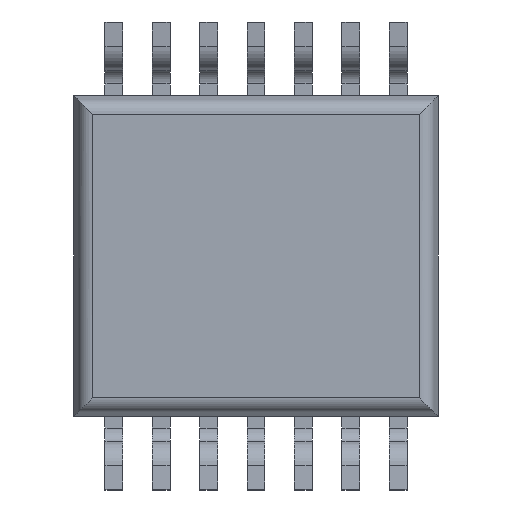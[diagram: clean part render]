
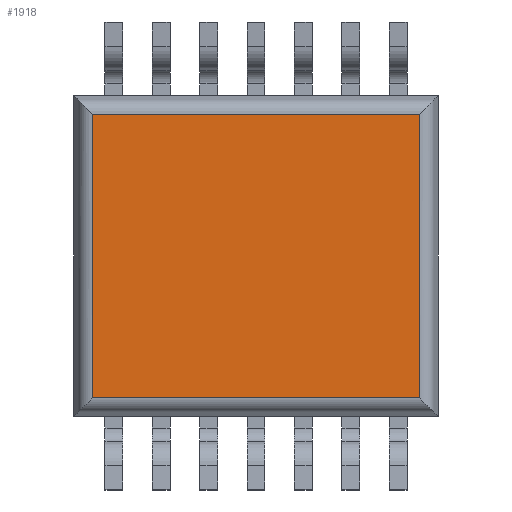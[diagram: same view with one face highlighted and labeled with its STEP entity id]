
A CAD part, front view. The second image highlights one B-rep face of the part: STEP entity #1918.
In plain terms, the highlighted planar face has unit normal (0, -1, 0).
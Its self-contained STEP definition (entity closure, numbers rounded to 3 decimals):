
#132 = VECTOR ( 'NONE', #1020, 1000. ) ;
#137 = VERTEX_POINT ( 'NONE', #587 ) ;
#196 = EDGE_LOOP ( 'NONE', ( #942, #2182, #1638, #245 ) ) ;
#245 = ORIENTED_EDGE ( 'NONE', *, *, #2175, .T. ) ;
#322 = DIRECTION ( 'NONE',  ( 0., 0., -1. ) ) ;
#335 = DIRECTION ( 'NONE',  ( 0., -1., 0. ) ) ;
#342 = CARTESIAN_POINT ( 'NONE',  ( 0., -0.438, 0. ) ) ;
#391 = CARTESIAN_POINT ( 'NONE',  ( -2.246, -0.438, 1.946 ) ) ;
#587 = CARTESIAN_POINT ( 'NONE',  ( 2.246, -0.438, -1.946 ) ) ;
#614 = VECTOR ( 'NONE', #1183, 1000. ) ;
#637 = AXIS2_PLACEMENT_3D ( 'NONE', #342, #335, #657 ) ;
#652 = CARTESIAN_POINT ( 'NONE',  ( 2.246, -0.438, 0. ) ) ;
#657 = DIRECTION ( 'NONE',  ( 0., 0., -1. ) ) ;
#711 = VECTOR ( 'NONE', #322, 1000. ) ;
#820 = CARTESIAN_POINT ( 'NONE',  ( 0., -0.438, -1.946 ) ) ;
#942 = ORIENTED_EDGE ( 'NONE', *, *, #1023, .T. ) ;
#1020 = DIRECTION ( 'NONE',  ( -1., 0., 0. ) ) ;
#1023 = EDGE_CURVE ( 'NONE', #1766, #1322, #1035, .T. ) ;
#1035 = LINE ( 'NONE', #2071, #132 ) ;
#1097 = LINE ( 'NONE', #1539, #711 ) ;
#1122 = LINE ( 'NONE', #820, #1307 ) ;
#1158 = CARTESIAN_POINT ( 'NONE',  ( -2.246, -0.438, -1.946 ) ) ;
#1183 = DIRECTION ( 'NONE',  ( 0., 0., 1. ) ) ;
#1307 = VECTOR ( 'NONE', #2035, 1000. ) ;
#1322 = VERTEX_POINT ( 'NONE', #391 ) ;
#1499 = FACE_OUTER_BOUND ( 'NONE', #196, .T. ) ;
#1539 = CARTESIAN_POINT ( 'NONE',  ( -2.246, -0.438, 0. ) ) ;
#1638 = ORIENTED_EDGE ( 'NONE', *, *, #1696, .T. ) ;
#1662 = LINE ( 'NONE', #652, #614 ) ;
#1696 = EDGE_CURVE ( 'NONE', #1699, #137, #1122, .T. ) ;
#1699 = VERTEX_POINT ( 'NONE', #1158 ) ;
#1766 = VERTEX_POINT ( 'NONE', #1834 ) ;
#1834 = CARTESIAN_POINT ( 'NONE',  ( 2.246, -0.438, 1.946 ) ) ;
#1918 = ADVANCED_FACE ( 'NONE', ( #1499 ), #2247, .T. ) ;
#1987 = EDGE_CURVE ( 'NONE', #1322, #1699, #1097, .T. ) ;
#2035 = DIRECTION ( 'NONE',  ( 1., 0., 0. ) ) ;
#2071 = CARTESIAN_POINT ( 'NONE',  ( 0., -0.438, 1.946 ) ) ;
#2175 = EDGE_CURVE ( 'NONE', #137, #1766, #1662, .T. ) ;
#2182 = ORIENTED_EDGE ( 'NONE', *, *, #1987, .T. ) ;
#2247 = PLANE ( 'NONE',  #637 ) ;
